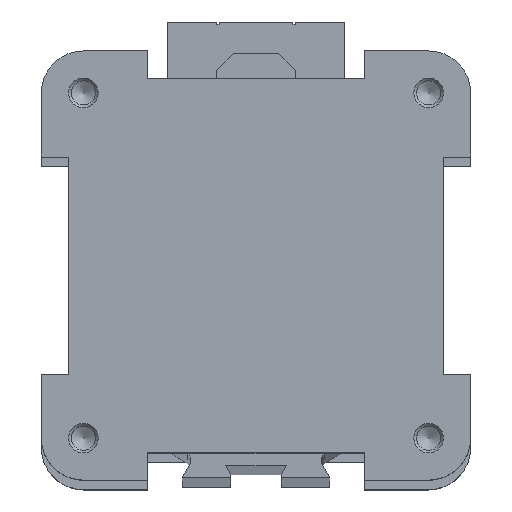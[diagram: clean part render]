
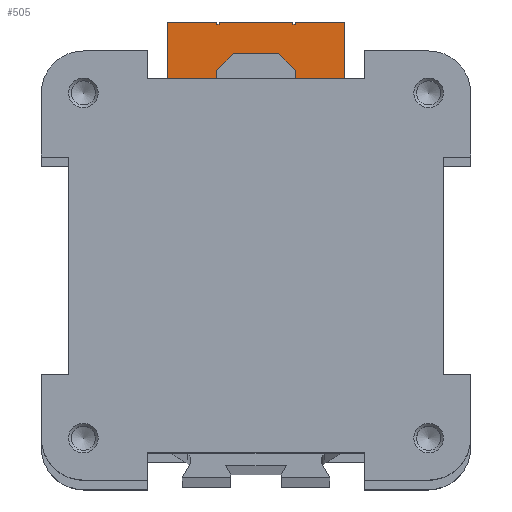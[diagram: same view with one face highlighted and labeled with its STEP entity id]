
A CAD part, top view. The second image highlights one B-rep face of the part: STEP entity #505.
In plain terms, the highlighted planar face has unit normal (0, 0, 1).
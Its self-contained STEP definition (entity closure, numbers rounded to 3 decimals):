
#505 = ADVANCED_FACE( '', ( #1086 ), #1087, .T. );
#1086 = FACE_OUTER_BOUND( '', #1779, .T. );
#1087 = PLANE( '', #1780 );
#1779 = EDGE_LOOP( '', ( #3068, #3069, #3070, #3071, #3072, #3073, #3074, #3075, #3076, #3077, #3078, #3079, #3080, #3081, #3082, #3083 ) );
#1780 = AXIS2_PLACEMENT_3D( '', #3084, #3085, #3086 );
#3068 = ORIENTED_EDGE( '', *, *, #4295, .T. );
#3069 = ORIENTED_EDGE( '', *, *, #4311, .T. );
#3070 = ORIENTED_EDGE( '', *, *, #4505, .T. );
#3071 = ORIENTED_EDGE( '', *, *, #4054, .T. );
#3072 = ORIENTED_EDGE( '', *, *, #4114, .T. );
#3073 = ORIENTED_EDGE( '', *, *, #4506, .T. );
#3074 = ORIENTED_EDGE( '', *, *, #4213, .T. );
#3075 = ORIENTED_EDGE( '', *, *, #4034, .T. );
#3076 = ORIENTED_EDGE( '', *, *, #4071, .T. );
#3077 = ORIENTED_EDGE( '', *, *, #4400, .T. );
#3078 = ORIENTED_EDGE( '', *, *, #4507, .T. );
#3079 = ORIENTED_EDGE( '', *, *, #4500, .T. );
#3080 = ORIENTED_EDGE( '', *, *, #4157, .T. );
#3081 = ORIENTED_EDGE( '', *, *, #4508, .T. );
#3082 = ORIENTED_EDGE( '', *, *, #4509, .T. );
#3083 = ORIENTED_EDGE( '', *, *, #4510, .T. );
#3084 = CARTESIAN_POINT( '', ( 0., 0., 500. ) );
#3085 = DIRECTION( '', ( 0., 0., 1. ) );
#3086 = DIRECTION( '', ( 1., 0., 0. ) );
#4034 = EDGE_CURVE( '', #4788, #4786, #4789, .T. );
#4054 = EDGE_CURVE( '', #4824, #4822, #4825, .T. );
#4071 = EDGE_CURVE( '', #4786, #4849, #4851, .T. );
#4114 = EDGE_CURVE( '', #4822, #4923, #4925, .T. );
#4157 = EDGE_CURVE( '', #4999, #4997, #5000, .T. );
#4213 = EDGE_CURVE( '', #5091, #4788, #5092, .T. );
#4295 = EDGE_CURVE( '', #5234, #5232, #5235, .T. );
#4311 = EDGE_CURVE( '', #5232, #5258, #5261, .T. );
#4400 = EDGE_CURVE( '', #4849, #5395, #5397, .T. );
#4500 = EDGE_CURVE( '', #5542, #4999, #5543, .T. );
#4505 = EDGE_CURVE( '', #5258, #4824, #5549, .T. );
#4506 = EDGE_CURVE( '', #4923, #5091, #5550, .T. );
#4507 = EDGE_CURVE( '', #5395, #5542, #5551, .T. );
#4508 = EDGE_CURVE( '', #4997, #5552, #5553, .T. );
#4509 = EDGE_CURVE( '', #5552, #5554, #5555, .T. );
#4510 = EDGE_CURVE( '', #5554, #5234, #5556, .T. );
#4786 = VERTEX_POINT( '', #5870 );
#4788 = VERTEX_POINT( '', #5873 );
#4789 = LINE( '', #5874, #5875 );
#4822 = VERTEX_POINT( '', #5919 );
#4824 = VERTEX_POINT( '', #5922 );
#4825 = CIRCLE( '', #5923, 25. );
#4849 = VERTEX_POINT( '', #5957 );
#4851 = LINE( '', #5960, #5961 );
#4923 = VERTEX_POINT( '', #6059 );
#4925 = LINE( '', #6062, #6063 );
#4997 = VERTEX_POINT( '', #6162 );
#4999 = VERTEX_POINT( '', #6165 );
#5000 = LINE( '', #6166, #6167 );
#5091 = VERTEX_POINT( '', #6293 );
#5092 = LINE( '', #6294, #6295 );
#5232 = VERTEX_POINT( '', #6495 );
#5234 = VERTEX_POINT( '', #6498 );
#5235 = LINE( '', #6499, #6500 );
#5258 = VERTEX_POINT( '', #6531 );
#5261 = LINE( '', #6535, #6536 );
#5395 = VERTEX_POINT( '', #6723 );
#5397 = LINE( '', #6726, #6727 );
#5542 = VERTEX_POINT( '', #6938 );
#5543 = LINE( '', #6939, #6940 );
#5549 = LINE( '', #6947, #6948 );
#5550 = LINE( '', #6949, #6950 );
#5551 = LINE( '', #6951, #6952 );
#5552 = VERTEX_POINT( '', #6953 );
#5553 = LINE( '', #6954, #6955 );
#5554 = VERTEX_POINT( '', #6956 );
#5555 = LINE( '', #6957, #6958 );
#5556 = LINE( '', #6959, #6960 );
#5870 = CARTESIAN_POINT( '', ( 8., 49.5, 500. ) );
#5873 = CARTESIAN_POINT( '', ( 18., 49.5, 500. ) );
#5874 = CARTESIAN_POINT( '', ( 18., 49.5, 500. ) );
#5875 = VECTOR( '', #7324, 1000. );
#5919 = CARTESIAN_POINT( '', ( 4., 24.678, 500. ) );
#5922 = CARTESIAN_POINT( '', ( -4., 24.678, 500. ) );
#5923 = AXIS2_PLACEMENT_3D( '', #7346, #7347, #7348 );
#5957 = CARTESIAN_POINT( '', ( 8., 49., 500. ) );
#5960 = CARTESIAN_POINT( '', ( 8., 49.5, 500. ) );
#5961 = VECTOR( '', #7360, 1000. );
#6059 = CARTESIAN_POINT( '', ( 4., 34., 500. ) );
#6062 = CARTESIAN_POINT( '', ( 4., 24.678, 500. ) );
#6063 = VECTOR( '', #7403, 1000. );
#6162 = CARTESIAN_POINT( '', ( -7.5, 49., 500. ) );
#6165 = CARTESIAN_POINT( '', ( -7.5, 49.5, 500. ) );
#6166 = CARTESIAN_POINT( '', ( -7.5, 49.5, 500. ) );
#6167 = VECTOR( '', #7444, 1000. );
#6293 = CARTESIAN_POINT( '', ( 18., 34., 500. ) );
#6294 = CARTESIAN_POINT( '', ( 18., 34., 500. ) );
#6295 = VECTOR( '', #7498, 1000. );
#6495 = CARTESIAN_POINT( '', ( -18., 34., 500. ) );
#6498 = CARTESIAN_POINT( '', ( -18., 49.5, 500. ) );
#6499 = CARTESIAN_POINT( '', ( -18., 49.5, 500. ) );
#6500 = VECTOR( '', #7599, 1000. );
#6531 = CARTESIAN_POINT( '', ( -4., 34., 500. ) );
#6535 = CARTESIAN_POINT( '', ( -18., 34., 500. ) );
#6536 = VECTOR( '', #7615, 1000. );
#6723 = CARTESIAN_POINT( '', ( 7.5, 49., 500. ) );
#6726 = CARTESIAN_POINT( '', ( 8., 49., 500. ) );
#6727 = VECTOR( '', #7715, 1000. );
#6938 = CARTESIAN_POINT( '', ( 7.5, 49.5, 500. ) );
#6939 = CARTESIAN_POINT( '', ( 7.5, 49.5, 500. ) );
#6940 = VECTOR( '', #7824, 1000. );
#6947 = CARTESIAN_POINT( '', ( -4., 34., 500. ) );
#6948 = VECTOR( '', #7829, 1000. );
#6949 = CARTESIAN_POINT( '', ( -18., 34., 500. ) );
#6950 = VECTOR( '', #7830, 1000. );
#6951 = CARTESIAN_POINT( '', ( 7.5, 49., 500. ) );
#6952 = VECTOR( '', #7831, 1000. );
#6953 = CARTESIAN_POINT( '', ( -8., 49., 500. ) );
#6954 = CARTESIAN_POINT( '', ( -7.5, 49., 500. ) );
#6955 = VECTOR( '', #7832, 1000. );
#6956 = CARTESIAN_POINT( '', ( -8., 49.5, 500. ) );
#6957 = CARTESIAN_POINT( '', ( -8., 49., 500. ) );
#6958 = VECTOR( '', #7833, 1000. );
#6959 = CARTESIAN_POINT( '', ( -8., 49.5, 500. ) );
#6960 = VECTOR( '', #7834, 1000. );
#7324 = DIRECTION( '', ( -1., 0., 0. ) );
#7346 = CARTESIAN_POINT( '', ( 0., 0., 500. ) );
#7347 = DIRECTION( '', ( 0., 0., 1. ) );
#7348 = DIRECTION( '', ( 1., 0., 0. ) );
#7360 = DIRECTION( '', ( 0., -1., 0. ) );
#7403 = DIRECTION( '', ( 0., 1., 0. ) );
#7444 = DIRECTION( '', ( 0., -1., 0. ) );
#7498 = DIRECTION( '', ( 0., 1., 0. ) );
#7599 = DIRECTION( '', ( 0., -1., 0. ) );
#7615 = DIRECTION( '', ( 1., 0., 0. ) );
#7715 = DIRECTION( '', ( -1., 0., 0. ) );
#7824 = DIRECTION( '', ( -1., 0., 0. ) );
#7829 = DIRECTION( '', ( 0., -1., 0. ) );
#7830 = DIRECTION( '', ( 1., 0., 0. ) );
#7831 = DIRECTION( '', ( 0., 1., 0. ) );
#7832 = DIRECTION( '', ( -1., 0., 0. ) );
#7833 = DIRECTION( '', ( 0., 1., 0. ) );
#7834 = DIRECTION( '', ( -1., 0., 0. ) );
